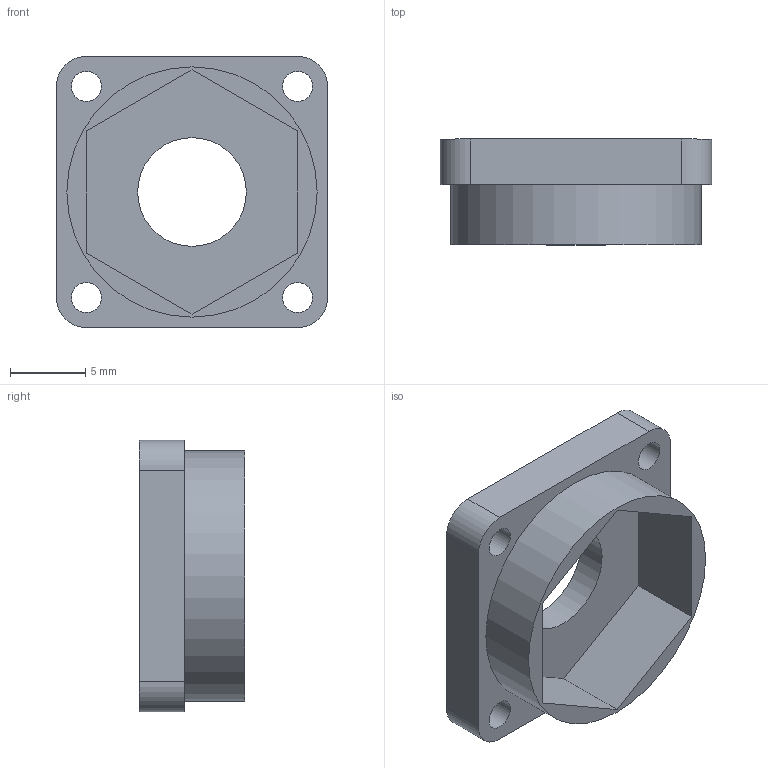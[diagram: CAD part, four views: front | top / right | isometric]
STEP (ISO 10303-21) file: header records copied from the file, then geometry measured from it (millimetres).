
FILE_DESCRIPTION(('FreeCAD Model'),'2;1');
FILE_NAME('Open CASCADE Shape Model','2025-06-17T13:38:07',(''),(''), 'Open CASCADE STEP processor 7.8','FreeCAD','Unknown');
FILE_SCHEMA(('AUTOMOTIVE_DESIGN { 1 0 10303 214 1 1 1 1 }'));
Length unit declared in the file: millimetre
Products named in the file (1): AntennaSide1
Bounding box: 18 x 7 x 18 mm (x, y, z)
Volume: 856 mm3; surface area: 1312.5 mm2
Topology: 1 solids, 1 shells, 24 faces, 60 edges, 40 vertices
Faces by surface type: plane 14, cylinder 10
Full cylindrical faces by diameter (mm): 2 x4, 7.2 x1, 16.6 x1
Entity records: 1591 total; most frequent: CARTESIAN_POINT 335, DIRECTION 235, LINE 140, VECTOR 140, ORIENTED_EDGE 120, PCURVE 120, DEFINITIONAL_REPRESENTATION 120, EDGE_CURVE 60
